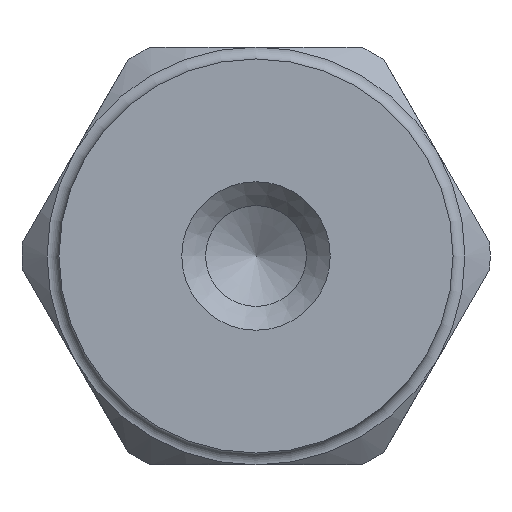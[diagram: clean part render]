
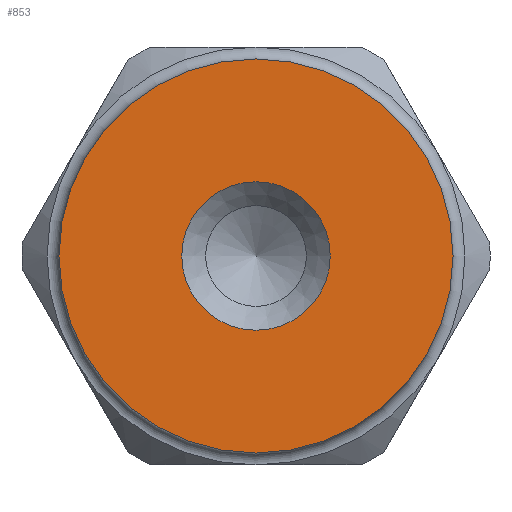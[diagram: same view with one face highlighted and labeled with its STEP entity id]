
A CAD part, front view. The second image highlights one B-rep face of the part: STEP entity #853.
In plain terms, the highlighted planar face has unit normal (0, -1, 0).
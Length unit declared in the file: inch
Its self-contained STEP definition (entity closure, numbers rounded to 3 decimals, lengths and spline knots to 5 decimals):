
#65=PLANE('',#962);
#85=FACE_BOUND('',#204,.T.);
#134=FACE_OUTER_BOUND('',#203,.T.);
#203=EDGE_LOOP('',(#714));
#204=EDGE_LOOP('',(#715));
#351=CIRCLE('',#959,0.1555);
#353=CIRCLE('',#963,0.4125);
#428=VERTEX_POINT('',#1473);
#430=VERTEX_POINT('',#1479);
#534=EDGE_CURVE('',#428,#428,#351,.T.);
#536=EDGE_CURVE('',#430,#430,#353,.T.);
#714=ORIENTED_EDGE('',*,*,#536,.T.);
#715=ORIENTED_EDGE('',*,*,#534,.F.);
#853=ADVANCED_FACE('',(#134,#85),#65,.F.);
#959=AXIS2_PLACEMENT_3D('',#1474,#1196,#1197);
#962=AXIS2_PLACEMENT_3D('',#1478,#1202,#1203);
#963=AXIS2_PLACEMENT_3D('',#1480,#1204,#1205);
#1196=DIRECTION('center_axis',(0.,-1.,0.));
#1197=DIRECTION('ref_axis',(-1.,0.,0.));
#1202=DIRECTION('center_axis',(0.,1.,0.));
#1203=DIRECTION('ref_axis',(0.,0.,1.));
#1204=DIRECTION('center_axis',(0.,-1.,0.));
#1205=DIRECTION('ref_axis',(-1.,0.,0.));
#1473=CARTESIAN_POINT('',(0.1555,0.,0.));
#1474=CARTESIAN_POINT('Origin',(0.,0.,0.));
#1478=CARTESIAN_POINT('Origin',(0.,0.,0.));
#1479=CARTESIAN_POINT('',(0.4125,0.,0.));
#1480=CARTESIAN_POINT('Origin',(0.,0.,0.));
